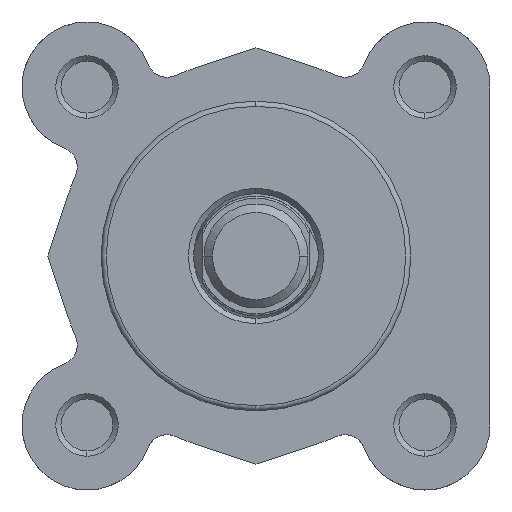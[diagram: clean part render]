
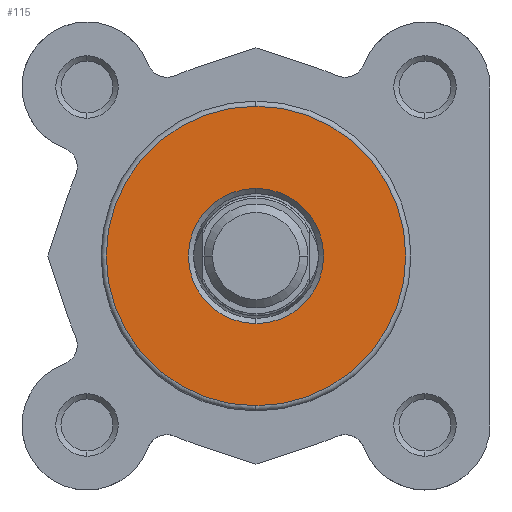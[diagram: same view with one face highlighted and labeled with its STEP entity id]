
A CAD part, left-side view. The second image highlights one B-rep face of the part: STEP entity #115.
In plain terms, the highlighted planar face has unit normal (-1, 0, 0).
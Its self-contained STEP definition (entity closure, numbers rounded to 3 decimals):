
#115 = ADVANCED_FACE ( 'NONE', ( #222, #213 ), #4136, .T. ) ;
#213 = FACE_OUTER_BOUND ( 'NONE', #6565, .T. ) ;
#222 = FACE_BOUND ( 'NONE', #6502, .T. ) ;
#362 = EDGE_CURVE ( 'NONE', #3610, #3609, #1546, .T. ) ;
#444 = EDGE_CURVE ( 'NONE', #3609, #3610, #1654, .T. ) ;
#462 = EDGE_CURVE ( 'NONE', #3605, #3606, #1681, .T. ) ;
#548 = EDGE_CURVE ( 'NONE', #3606, #3605, #1801, .T. ) ;
#686 = AXIS2_PLACEMENT_3D ( 'NONE', #4135, #4137, #4138 ) ;
#871 = AXIS2_PLACEMENT_3D ( 'NONE', #2628, #2629, #2630 ) ;
#912 = AXIS2_PLACEMENT_3D ( 'NONE', #2852, #2853, #2854 ) ;
#925 = AXIS2_PLACEMENT_3D ( 'NONE', #2900, #2901, #2902 ) ;
#970 = AXIS2_PLACEMENT_3D ( 'NONE', #3126, #3127, #3128 ) ;
#1546 = CIRCLE ( 'NONE', #871, 14.4 ) ;
#1654 = CIRCLE ( 'NONE', #912, 14.4 ) ;
#1681 = CIRCLE ( 'NONE', #925, 6.5 ) ;
#1801 = CIRCLE ( 'NONE', #970, 6.5 ) ;
#2628 = CARTESIAN_POINT ( 'NONE',  ( 0., 0., 0. ) ) ;
#2629 = DIRECTION ( 'NONE',  ( -1., 0., 0. ) ) ;
#2630 = DIRECTION ( 'NONE',  ( 0., 0., 1. ) ) ;
#2852 = CARTESIAN_POINT ( 'NONE',  ( 0., 0., 0. ) ) ;
#2853 = DIRECTION ( 'NONE',  ( -1., 0., 0. ) ) ;
#2854 = DIRECTION ( 'NONE',  ( 0., 0., 1. ) ) ;
#2900 = CARTESIAN_POINT ( 'NONE',  ( 0., 0., 0. ) ) ;
#2901 = DIRECTION ( 'NONE',  ( 1., 0., 0. ) ) ;
#2902 = DIRECTION ( 'NONE',  ( 0., 0., 1. ) ) ;
#3126 = CARTESIAN_POINT ( 'NONE',  ( 0., 0., 0. ) ) ;
#3127 = DIRECTION ( 'NONE',  ( 1., 0., 0. ) ) ;
#3128 = DIRECTION ( 'NONE',  ( 0., 0., 1. ) ) ;
#3605 = VERTEX_POINT ( 'NONE', #5761 ) ;
#3606 = VERTEX_POINT ( 'NONE', #5762 ) ;
#3609 = VERTEX_POINT ( 'NONE', #5765 ) ;
#3610 = VERTEX_POINT ( 'NONE', #5766 ) ;
#4135 = CARTESIAN_POINT ( 'NONE',  ( 0., -6., 0. ) ) ;
#4136 = PLANE ( 'NONE',  #686 ) ;
#4137 = DIRECTION ( 'NONE',  ( -1., 0., 0. ) ) ;
#4138 = DIRECTION ( 'NONE',  ( 0., 0., 1. ) ) ;
#4488 = ORIENTED_EDGE ( 'NONE', *, *, #444, .T. ) ;
#4489 = ORIENTED_EDGE ( 'NONE', *, *, #362, .T. ) ;
#4490 = ORIENTED_EDGE ( 'NONE', *, *, #462, .T. ) ;
#4491 = ORIENTED_EDGE ( 'NONE', *, *, #548, .T. ) ;
#5761 = CARTESIAN_POINT ( 'NONE',  ( 0., 0., -6.5 ) ) ;
#5762 = CARTESIAN_POINT ( 'NONE',  ( 0., 0., 6.5 ) ) ;
#5765 = CARTESIAN_POINT ( 'NONE',  ( 0., 0., -14.4 ) ) ;
#5766 = CARTESIAN_POINT ( 'NONE',  ( 0., 0., 14.4 ) ) ;
#6502 = EDGE_LOOP ( 'NONE', ( #4491, #4490 ) ) ;
#6565 = EDGE_LOOP ( 'NONE', ( #4489, #4488 ) ) ;
